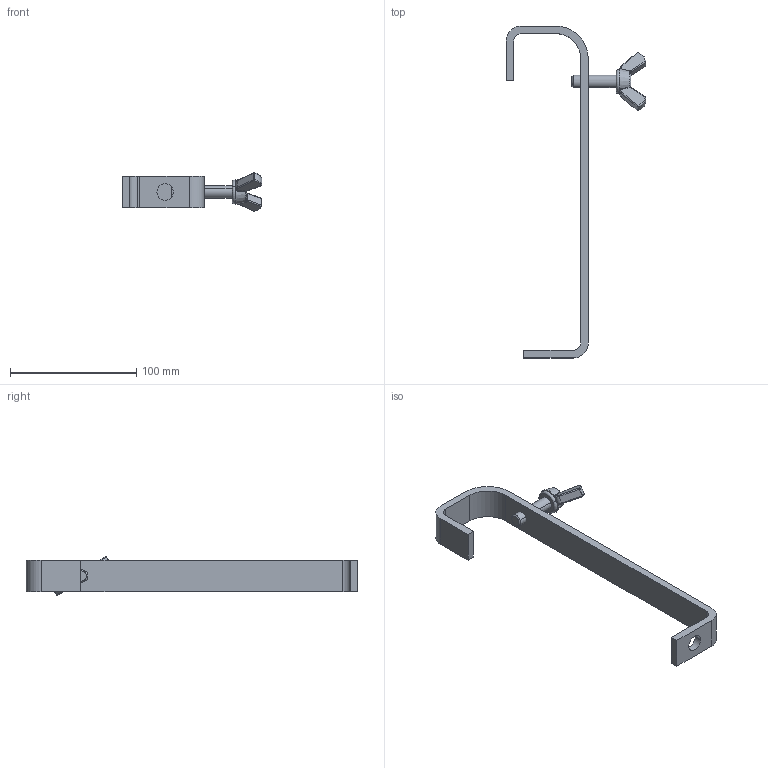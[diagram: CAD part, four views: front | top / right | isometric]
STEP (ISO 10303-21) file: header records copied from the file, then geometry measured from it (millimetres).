
FILE_DESCRIPTION (( 'STEP AP203' ), '1' );
FILE_NAME ('T20100.STEP', '2018-07-13T15:52:30', ( '' ), ( '' ), 'SwSTEP 2.0', 'SolidWorks 2016', '' );
FILE_SCHEMA (( 'CONFIG_CONTROL_DESIGN' ));
Length unit declared in the file: millimetre
Products named in the file (3): F985_F985 M10x35 Wing Bolt; TH034_TH4091; T20100
Assembly tree (2 placements, depth 2):
  T20100
    TH034_TH4091
    F985_F985 M10x35 Wing Bolt
Bounding box: 110.59 x 263 x 30.74 mm (x, y, z)
Volume: 65276.1 mm3; surface area: 28045.3 mm2
Topology: 2 solids, 2 shells, 312 faces, 806 edges, 514 vertices
Faces by surface type: plane 157, bspline 97, cylinder 34, torus 12, sphere 8, cone 4
Entity records: 14799 total; most frequent: CARTESIAN_POINT 7562, ORIENTED_EDGE 1596, DIRECTION 1146, EDGE_CURVE 798, VERTEX_POINT 514, VECTOR 486, LINE 486, EDGE_LOOP 340
